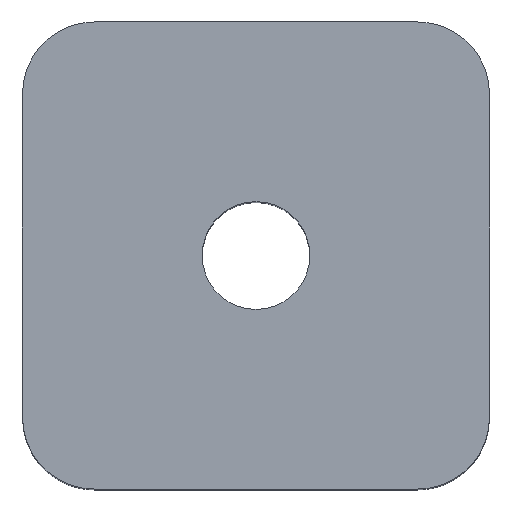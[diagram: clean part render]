
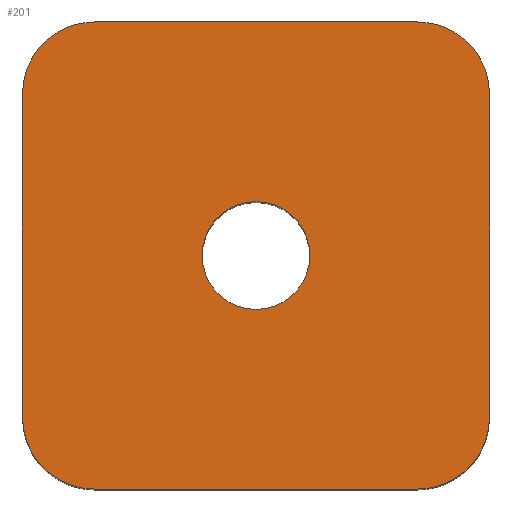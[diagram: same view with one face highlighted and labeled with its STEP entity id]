
A CAD part, top view. The second image highlights one B-rep face of the part: STEP entity #201.
In plain terms, the highlighted planar face has unit normal (0, 0, 1).
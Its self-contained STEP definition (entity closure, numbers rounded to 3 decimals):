
#19=FACE_BOUND('',#41,.T.);
#22=PLANE('',#229);
#29=FACE_OUTER_BOUND('',#40,.T.);
#40=EDGE_LOOP('',(#148,#149,#150,#151,#152,#153,#154,#155));
#41=EDGE_LOOP('',(#156));
#53=LINE('',#325,#70);
#56=LINE('',#331,#73);
#57=LINE('',#335,#74);
#58=LINE('',#339,#75);
#70=VECTOR('',#261,10.);
#73=VECTOR('',#266,10.);
#74=VECTOR('',#269,10.);
#75=VECTOR('',#272,10.);
#85=CIRCLE('',#226,2.);
#87=CIRCLE('',#230,2.);
#88=CIRCLE('',#231,2.);
#89=CIRCLE('',#232,2.);
#90=CIRCLE('',#233,1.5);
#95=VERTEX_POINT('',#315);
#96=VERTEX_POINT('',#316);
#99=VERTEX_POINT('',#324);
#101=VERTEX_POINT('',#330);
#102=VERTEX_POINT('',#332);
#103=VERTEX_POINT('',#334);
#104=VERTEX_POINT('',#336);
#105=VERTEX_POINT('',#338);
#106=VERTEX_POINT('',#341);
#113=EDGE_CURVE('',#95,#96,#85,.T.);
#117=EDGE_CURVE('',#99,#96,#53,.T.);
#120=EDGE_CURVE('',#95,#101,#56,.T.);
#121=EDGE_CURVE('',#102,#101,#87,.T.);
#122=EDGE_CURVE('',#102,#103,#57,.T.);
#123=EDGE_CURVE('',#104,#103,#88,.T.);
#124=EDGE_CURVE('',#104,#105,#58,.T.);
#125=EDGE_CURVE('',#99,#105,#89,.T.);
#126=EDGE_CURVE('',#106,#106,#90,.T.);
#148=ORIENTED_EDGE('',*,*,#113,.F.);
#149=ORIENTED_EDGE('',*,*,#120,.T.);
#150=ORIENTED_EDGE('',*,*,#121,.F.);
#151=ORIENTED_EDGE('',*,*,#122,.T.);
#152=ORIENTED_EDGE('',*,*,#123,.F.);
#153=ORIENTED_EDGE('',*,*,#124,.T.);
#154=ORIENTED_EDGE('',*,*,#125,.F.);
#155=ORIENTED_EDGE('',*,*,#117,.T.);
#156=ORIENTED_EDGE('',*,*,#126,.T.);
#201=ADVANCED_FACE('',(#29,#19),#22,.T.);
#226=AXIS2_PLACEMENT_3D('',#317,#253,#254);
#229=AXIS2_PLACEMENT_3D('',#329,#264,#265);
#230=AXIS2_PLACEMENT_3D('',#333,#267,#268);
#231=AXIS2_PLACEMENT_3D('',#337,#270,#271);
#232=AXIS2_PLACEMENT_3D('',#340,#273,#274);
#233=AXIS2_PLACEMENT_3D('',#342,#275,#276);
#253=DIRECTION('center_axis',(0.,0.,-1.));
#254=DIRECTION('ref_axis',(0.707,-0.707,0.));
#261=DIRECTION('',(1.,0.,0.));
#264=DIRECTION('center_axis',(0.,0.,1.));
#265=DIRECTION('ref_axis',(1.,0.,0.));
#266=DIRECTION('',(0.,1.,0.));
#267=DIRECTION('center_axis',(0.,0.,-1.));
#268=DIRECTION('ref_axis',(0.707,0.707,0.));
#269=DIRECTION('',(-1.,0.,0.));
#270=DIRECTION('center_axis',(0.,0.,-1.));
#271=DIRECTION('ref_axis',(-0.707,0.707,0.));
#272=DIRECTION('',(0.,-1.,0.));
#273=DIRECTION('center_axis',(0.,0.,-1.));
#274=DIRECTION('ref_axis',(-0.707,-0.707,0.));
#275=DIRECTION('center_axis',(0.,0.,-1.));
#276=DIRECTION('ref_axis',(1.,0.,0.));
#315=CARTESIAN_POINT('',(-17.6,-7.6,67.6));
#316=CARTESIAN_POINT('',(-19.6,-9.6,67.6));
#317=CARTESIAN_POINT('Origin',(-19.6,-7.6,67.6));
#324=CARTESIAN_POINT('',(-28.6,-9.6,67.6));
#325=CARTESIAN_POINT('',(-30.6,-9.6,67.6));
#329=CARTESIAN_POINT('Origin',(-24.1,-3.1,67.6));
#330=CARTESIAN_POINT('',(-17.6,1.4,67.6));
#331=CARTESIAN_POINT('',(-17.6,-9.6,67.6));
#332=CARTESIAN_POINT('',(-19.6,3.4,67.6));
#333=CARTESIAN_POINT('Origin',(-19.6,1.4,67.6));
#334=CARTESIAN_POINT('',(-28.6,3.4,67.6));
#335=CARTESIAN_POINT('',(-17.6,3.4,67.6));
#336=CARTESIAN_POINT('',(-30.6,1.4,67.6));
#337=CARTESIAN_POINT('Origin',(-28.6,1.4,67.6));
#338=CARTESIAN_POINT('',(-30.6,-7.6,67.6));
#339=CARTESIAN_POINT('',(-30.6,3.4,67.6));
#340=CARTESIAN_POINT('Origin',(-28.6,-7.6,67.6));
#341=CARTESIAN_POINT('',(-25.6,-3.1,67.6));
#342=CARTESIAN_POINT('Origin',(-24.1,-3.1,67.6));
